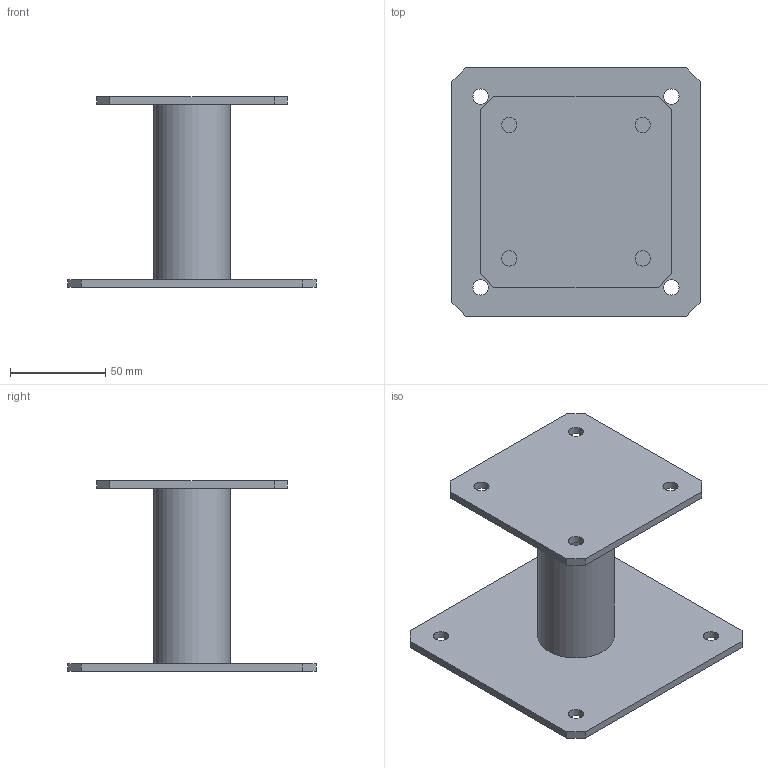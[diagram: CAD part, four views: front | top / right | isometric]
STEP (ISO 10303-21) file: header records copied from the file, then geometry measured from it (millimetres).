
FILE_DESCRIPTION(('FreeCAD Model'),'2;1');
FILE_NAME( 'PPA100.step', '2013-07-06T13:06:16',('FreeCAD'),('FreeCAD'), 'Open CASCADE STEP processor 6.5','FreeCAD','Unknown');
FILE_SCHEMA(('AUTOMOTIVE_DESIGN_CC2 { 1 2 10303 214 -1 1 5 4 }'));
Length unit declared in the file: millimetre
Products named in the file (1): Chamfer
Bounding box: 130 x 130 x 100 mm (x, y, z)
Volume: 146827.3 mm3; surface area: 76861.9 mm2
Topology: 1 solids, 2 shells, 32 faces, 86 edges, 60 vertices
Faces by surface type: plane 22, cylinder 10
Full cylindrical faces by diameter (mm): 8 x8, 32 x1, 40 x1
Entity records: 2275 total; most frequent: CARTESIAN_POINT 519, DIRECTION 324, LINE 202, VECTOR 202, ORIENTED_EDGE 172, PCURVE 172, DEFINITIONAL_REPRESENTATION 172, EDGE_CURVE 86
